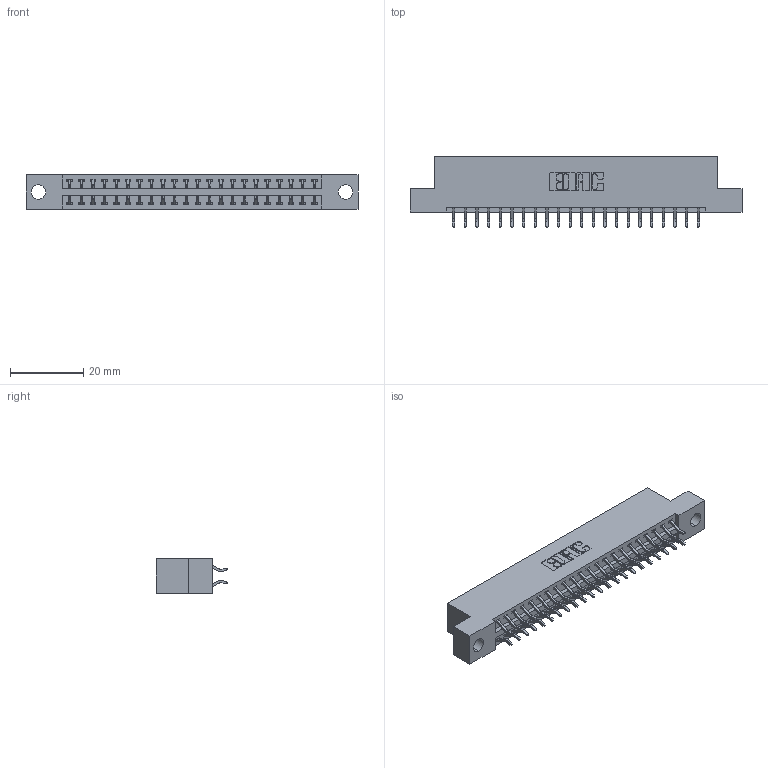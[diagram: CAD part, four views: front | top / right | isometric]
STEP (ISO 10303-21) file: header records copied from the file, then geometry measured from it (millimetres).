
FILE_DESCRIPTION (( 'STEP AP203' ), '1' );
FILE_NAME ('346-044-556-204.STEP', '2018-08-25T02:28:51', ( '' ), ( '' ), 'SwSTEP 2.0', 'SolidWorks 2016', '' );
FILE_SCHEMA (( 'CONFIG_CONTROL_DESIGN' ));
Length unit declared in the file: inch
Products named in the file (3): 346 Part_Flush Mounting Lugs - 0.156 Dia-TH; 345-292-001_556 Tail; 346-044-556-204
Assembly tree (45 placements, depth 2):
  346-044-556-204
    346 Part_Flush Mounting Lugs - 0.156 Dia-TH
    345-292-001_556 Tail  x44
Bounding box: 90.42 x 19.57 x 9.4 mm (x, y, z)
Volume: 8572.5 mm3; surface area: 11241.6 mm2
Topology: 45 solids, 45 shells, 2674 faces, 7941 edges, 5234 vertices
Faces by surface type: plane 1792, cylinder 882
Entity records: 17273 total; most frequent: CARTESIAN_POINT 2888, ORIENTED_EDGE 2810, DIRECTION 2585, EDGE_CURVE 1405, VECTOR 1177, LINE 1177, VERTEX_POINT 934, AXIS2_PLACEMENT_3D 704
